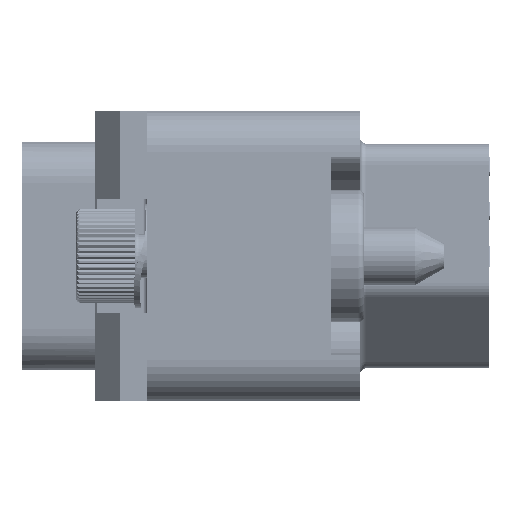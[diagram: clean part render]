
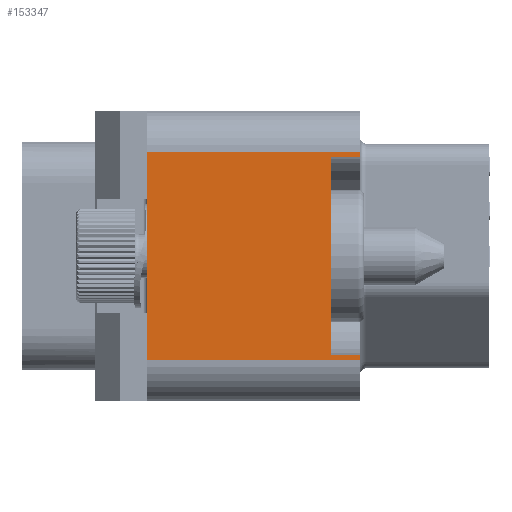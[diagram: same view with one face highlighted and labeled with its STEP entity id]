
A CAD part, left-side view. The second image highlights one B-rep face of the part: STEP entity #153347.
In plain terms, the highlighted planar face has unit normal (-1, 0, 0).
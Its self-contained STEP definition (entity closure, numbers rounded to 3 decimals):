
#2558=DIRECTION('',(0.,0.,-1.));
#2559=VECTOR('',#2558,10.);
#2560=CARTESIAN_POINT('',(-40.,10.25,5.));
#2561=LINE('',#2560,#2559);
#2661=DIRECTION('',(0.,-1.,0.));
#2662=VECTOR('',#2661,10.25);
#2663=CARTESIAN_POINT('',(-40.,10.25,5.));
#2664=LINE('',#2663,#2662);
#8364=DIRECTION('',(0.,1.,0.));
#8365=VECTOR('',#8364,10.25);
#8366=CARTESIAN_POINT('',(-40.,0.,-5.));
#8367=LINE('',#8366,#8365);
#8373=DIRECTION('',(0.,0.,1.));
#8374=VECTOR('',#8373,9.5);
#8375=CARTESIAN_POINT('',(-40.,1.4,-4.75));
#8376=LINE('',#8375,#8374);
#8377=DIRECTION('',(0.,1.,0.));
#8378=VECTOR('',#8377,1.4);
#8379=CARTESIAN_POINT('',(-40.,0.,-4.75));
#8380=LINE('',#8379,#8378);
#8381=DIRECTION('',(0.,0.,-1.));
#8382=VECTOR('',#8381,0.25);
#8383=CARTESIAN_POINT('',(-40.,0.,-4.75));
#8384=LINE('',#8383,#8382);
#8385=DIRECTION('',(0.,0.,-1.));
#8386=VECTOR('',#8385,0.25);
#8387=CARTESIAN_POINT('',(-40.,0.,5.));
#8388=LINE('',#8387,#8386);
#8389=DIRECTION('',(0.,1.,0.));
#8390=VECTOR('',#8389,1.4);
#8391=CARTESIAN_POINT('',(-40.,0.,4.75));
#8392=LINE('',#8391,#8390);
#121780=CARTESIAN_POINT('',(-40.,0.,5.));
#121781=VERTEX_POINT('',#121780);
#121782=CARTESIAN_POINT('',(-40.,10.25,5.));
#121783=VERTEX_POINT('',#121782);
#121788=CARTESIAN_POINT('',(-40.,10.25,-5.));
#121789=VERTEX_POINT('',#121788);
#121790=CARTESIAN_POINT('',(-40.,0.,-5.));
#121791=VERTEX_POINT('',#121790);
#121808=CARTESIAN_POINT('',(-40.,0.,-4.75));
#121810=VERTEX_POINT('',#121808);
#121814=CARTESIAN_POINT('',(-40.,0.,4.75));
#121815=VERTEX_POINT('',#121814);
#121816=CARTESIAN_POINT('',(-40.,1.4,-4.75));
#121817=CARTESIAN_POINT('',(-40.,1.4,4.75));
#121818=VERTEX_POINT('',#121816);
#121819=VERTEX_POINT('',#121817);
#153329=CARTESIAN_POINT('',(-40.,0.,7.));
#153330=DIRECTION('',(-1.,0.,0.));
#153331=DIRECTION('',(0.,1.,0.));
#153332=AXIS2_PLACEMENT_3D('',#153329,#153330,#153331);
#153333=PLANE('',#153332);
#153335=ORIENTED_EDGE('',*,*,#153334,.F.);
#153337=ORIENTED_EDGE('',*,*,#153336,.F.);
#153338=ORIENTED_EDGE('',*,*,#147991,.T.);
#153339=ORIENTED_EDGE('',*,*,#153323,.T.);
#153340=ORIENTED_EDGE('',*,*,#147888,.F.);
#153341=ORIENTED_EDGE('',*,*,#147968,.T.);
#153342=ORIENTED_EDGE('',*,*,#147999,.T.);
#153344=ORIENTED_EDGE('',*,*,#153343,.T.);
#153345=EDGE_LOOP('',(#153335,#153337,#153338,#153339,#153340,#153341,#153342,
#153344));
#153346=FACE_OUTER_BOUND('',#153345,.F.);
#153347=ADVANCED_FACE('',(#153346),#153333,.T.);
#147888=EDGE_CURVE('',#121783,#121789,#2561,.T.);
#147968=EDGE_CURVE('',#121783,#121781,#2664,.T.);
#147991=EDGE_CURVE('',#121810,#121791,#8384,.T.);
#147999=EDGE_CURVE('',#121781,#121815,#8388,.T.);
#153323=EDGE_CURVE('',#121791,#121789,#8367,.T.);
#153334=EDGE_CURVE('',#121818,#121819,#8376,.T.);
#153336=EDGE_CURVE('',#121810,#121818,#8380,.T.);
#153343=EDGE_CURVE('',#121815,#121819,#8392,.T.);
